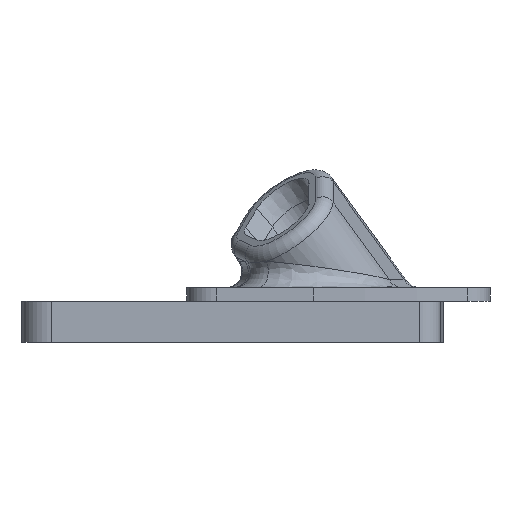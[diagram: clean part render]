
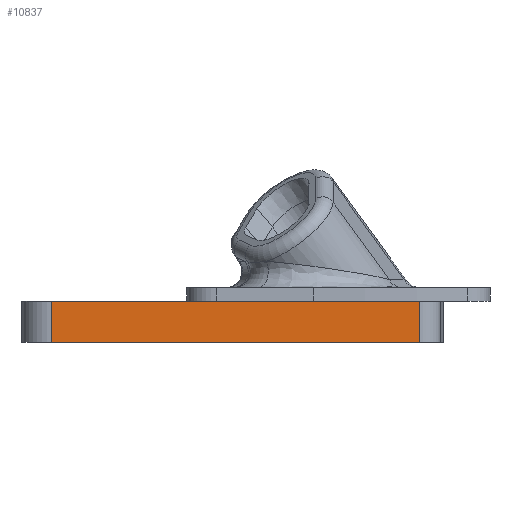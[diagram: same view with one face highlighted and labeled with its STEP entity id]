
A CAD part, left-side view. The second image highlights one B-rep face of the part: STEP entity #10837.
In plain terms, the highlighted planar face has unit normal (-1, 0, 0).
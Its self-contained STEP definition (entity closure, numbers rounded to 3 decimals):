
#5252 = PLANE('',#5253);
#5253 = AXIS2_PLACEMENT_3D('',#5254,#5255,#5256);
#5254 = CARTESIAN_POINT('',(0.,0.,-1.6));
#5255 = DIRECTION('',(0.,0.,1.));
#5256 = DIRECTION('',(1.,0.,0.));
#5715 = VERTEX_POINT('',#5716);
#5716 = CARTESIAN_POINT('',(-72.8,18.4,-1.6));
#5730 = PLANE('',#5731);
#5731 = AXIS2_PLACEMENT_3D('',#5732,#5733,#5734);
#5732 = CARTESIAN_POINT('',(0.,12.8,-1.6));
#5733 = DIRECTION('',(0.,0.,-1.));
#5734 = DIRECTION('',(-1.,0.,0.));
#8885 = EDGE_CURVE('',#5715,#8886,#8888,.T.);
#8886 = VERTEX_POINT('',#8887);
#8887 = CARTESIAN_POINT('',(-72.8,-9.8,-1.6));
#8888 = SURFACE_CURVE('',#8889,(#8893,#8900),.PCURVE_S1.);
#8889 = LINE('',#8890,#8891);
#8890 = CARTESIAN_POINT('',(-72.8,-4.9,-1.6));
#8891 = VECTOR('',#8892,1.);
#8892 = DIRECTION('',(0.,-1.,0.));
#8893 = PCURVE('',#5252,#8894);
#8894 = DEFINITIONAL_REPRESENTATION('',(#8895),#8899);
#8895 = LINE('',#8896,#8897);
#8896 = CARTESIAN_POINT('',(-72.8,-4.9));
#8897 = VECTOR('',#8898,1.);
#8898 = DIRECTION('',(0.,-1.));
#8899 = ( GEOMETRIC_REPRESENTATION_CONTEXT(2) 
PARAMETRIC_REPRESENTATION_CONTEXT() REPRESENTATION_CONTEXT('2D SPACE',''
  ) );
#8900 = PCURVE('',#8901,#8906);
#8901 = PLANE('',#8902);
#8902 = AXIS2_PLACEMENT_3D('',#8903,#8904,#8905);
#8903 = CARTESIAN_POINT('',(-72.8,-9.8,-1.6));
#8904 = DIRECTION('',(-1.,0.,0.));
#8905 = DIRECTION('',(0.,1.,0.));
#8906 = DEFINITIONAL_REPRESENTATION('',(#8907),#8911);
#8907 = LINE('',#8908,#8909);
#8908 = CARTESIAN_POINT('',(4.9,0.));
#8909 = VECTOR('',#8910,1.);
#8910 = DIRECTION('',(-1.,0.));
#8911 = ( GEOMETRIC_REPRESENTATION_CONTEXT(2) 
PARAMETRIC_REPRESENTATION_CONTEXT() REPRESENTATION_CONTEXT('2D SPACE',''
  ) );
#8930 = CYLINDRICAL_SURFACE('',#8931,2.6);
#8931 = AXIS2_PLACEMENT_3D('',#8932,#8933,#8934);
#8932 = CARTESIAN_POINT('',(-70.2,-9.8,-1.6));
#8933 = DIRECTION('',(0.,0.,-1.));
#8934 = DIRECTION('',(0.,-1.,0.));
#9456 = VERTEX_POINT('',#9457);
#9457 = CARTESIAN_POINT('',(-72.8,34.8,-1.6));
#9472 = CYLINDRICAL_SURFACE('',#9473,3.6);
#9473 = AXIS2_PLACEMENT_3D('',#9474,#9475,#9476);
#9474 = CARTESIAN_POINT('',(-69.2,34.8,-1.6));
#9475 = DIRECTION('',(0.,0.,-1.));
#9476 = DIRECTION('',(-1.,0.,0.));
#9484 = EDGE_CURVE('',#5715,#9456,#9485,.T.);
#9485 = SURFACE_CURVE('',#9486,(#9490,#9497),.PCURVE_S1.);
#9486 = LINE('',#9487,#9488);
#9487 = CARTESIAN_POINT('',(-72.8,-9.8,-1.6));
#9488 = VECTOR('',#9489,1.);
#9489 = DIRECTION('',(0.,1.,0.));
#9490 = PCURVE('',#5730,#9491);
#9491 = DEFINITIONAL_REPRESENTATION('',(#9492),#9496);
#9492 = LINE('',#9493,#9494);
#9493 = CARTESIAN_POINT('',(72.8,-22.6));
#9494 = VECTOR('',#9495,1.);
#9495 = DIRECTION('',(0.,1.));
#9496 = ( GEOMETRIC_REPRESENTATION_CONTEXT(2) 
PARAMETRIC_REPRESENTATION_CONTEXT() REPRESENTATION_CONTEXT('2D SPACE',''
  ) );
#9497 = PCURVE('',#8901,#9498);
#9498 = DEFINITIONAL_REPRESENTATION('',(#9499),#9503);
#9499 = LINE('',#9500,#9501);
#9500 = CARTESIAN_POINT('',(0.,0.));
#9501 = VECTOR('',#9502,1.);
#9502 = DIRECTION('',(1.,0.));
#9503 = ( GEOMETRIC_REPRESENTATION_CONTEXT(2) 
PARAMETRIC_REPRESENTATION_CONTEXT() REPRESENTATION_CONTEXT('2D SPACE',''
  ) );
#10837 = ADVANCED_FACE('',(#10838),#8901,.T.);
#10838 = FACE_BOUND('',#10839,.T.);
#10839 = EDGE_LOOP('',(#10840,#10841,#10842,#10865,#10893));
#10840 = ORIENTED_EDGE('',*,*,#8885,.F.);
#10841 = ORIENTED_EDGE('',*,*,#9484,.T.);
#10842 = ORIENTED_EDGE('',*,*,#10843,.T.);
#10843 = EDGE_CURVE('',#9456,#10844,#10846,.T.);
#10844 = VERTEX_POINT('',#10845);
#10845 = CARTESIAN_POINT('',(-72.8,34.8,-6.6));
#10846 = SURFACE_CURVE('',#10847,(#10851,#10858),.PCURVE_S1.);
#10847 = LINE('',#10848,#10849);
#10848 = CARTESIAN_POINT('',(-72.8,34.8,-1.6));
#10849 = VECTOR('',#10850,1.);
#10850 = DIRECTION('',(0.,0.,-1.));
#10851 = PCURVE('',#8901,#10852);
#10852 = DEFINITIONAL_REPRESENTATION('',(#10853),#10857);
#10853 = LINE('',#10854,#10855);
#10854 = CARTESIAN_POINT('',(44.6,0.));
#10855 = VECTOR('',#10856,1.);
#10856 = DIRECTION('',(0.,1.));
#10857 = ( GEOMETRIC_REPRESENTATION_CONTEXT(2) 
PARAMETRIC_REPRESENTATION_CONTEXT() REPRESENTATION_CONTEXT('2D SPACE',''
  ) );
#10858 = PCURVE('',#9472,#10859);
#10859 = DEFINITIONAL_REPRESENTATION('',(#10860),#10864);
#10860 = LINE('',#10861,#10862);
#10861 = CARTESIAN_POINT('',(0.,0.));
#10862 = VECTOR('',#10863,1.);
#10863 = DIRECTION('',(0.,1.));
#10864 = ( GEOMETRIC_REPRESENTATION_CONTEXT(2) 
PARAMETRIC_REPRESENTATION_CONTEXT() REPRESENTATION_CONTEXT('2D SPACE',''
  ) );
#10865 = ORIENTED_EDGE('',*,*,#10866,.F.);
#10866 = EDGE_CURVE('',#10867,#10844,#10869,.T.);
#10867 = VERTEX_POINT('',#10868);
#10868 = CARTESIAN_POINT('',(-72.8,-9.8,-6.6));
#10869 = SURFACE_CURVE('',#10870,(#10874,#10881),.PCURVE_S1.);
#10870 = LINE('',#10871,#10872);
#10871 = CARTESIAN_POINT('',(-72.8,-9.8,-6.6));
#10872 = VECTOR('',#10873,1.);
#10873 = DIRECTION('',(0.,1.,0.));
#10874 = PCURVE('',#8901,#10875);
#10875 = DEFINITIONAL_REPRESENTATION('',(#10876),#10880);
#10876 = LINE('',#10877,#10878);
#10877 = CARTESIAN_POINT('',(0.,5.));
#10878 = VECTOR('',#10879,1.);
#10879 = DIRECTION('',(1.,0.));
#10880 = ( GEOMETRIC_REPRESENTATION_CONTEXT(2) 
PARAMETRIC_REPRESENTATION_CONTEXT() REPRESENTATION_CONTEXT('2D SPACE',''
  ) );
#10881 = PCURVE('',#10882,#10887);
#10882 = PLANE('',#10883);
#10883 = AXIS2_PLACEMENT_3D('',#10884,#10885,#10886);
#10884 = CARTESIAN_POINT('',(0.,12.8,-6.6));
#10885 = DIRECTION('',(0.,0.,-1.));
#10886 = DIRECTION('',(-1.,0.,0.));
#10887 = DEFINITIONAL_REPRESENTATION('',(#10888),#10892);
#10888 = LINE('',#10889,#10890);
#10889 = CARTESIAN_POINT('',(72.8,-22.6));
#10890 = VECTOR('',#10891,1.);
#10891 = DIRECTION('',(0.,1.));
#10892 = ( GEOMETRIC_REPRESENTATION_CONTEXT(2) 
PARAMETRIC_REPRESENTATION_CONTEXT() REPRESENTATION_CONTEXT('2D SPACE',''
  ) );
#10893 = ORIENTED_EDGE('',*,*,#10894,.F.);
#10894 = EDGE_CURVE('',#8886,#10867,#10895,.T.);
#10895 = SURFACE_CURVE('',#10896,(#10900,#10907),.PCURVE_S1.);
#10896 = LINE('',#10897,#10898);
#10897 = CARTESIAN_POINT('',(-72.8,-9.8,-1.6));
#10898 = VECTOR('',#10899,1.);
#10899 = DIRECTION('',(0.,0.,-1.));
#10900 = PCURVE('',#8901,#10901);
#10901 = DEFINITIONAL_REPRESENTATION('',(#10902),#10906);
#10902 = LINE('',#10903,#10904);
#10903 = CARTESIAN_POINT('',(0.,0.));
#10904 = VECTOR('',#10905,1.);
#10905 = DIRECTION('',(0.,1.));
#10906 = ( GEOMETRIC_REPRESENTATION_CONTEXT(2) 
PARAMETRIC_REPRESENTATION_CONTEXT() REPRESENTATION_CONTEXT('2D SPACE',''
  ) );
#10907 = PCURVE('',#8930,#10908);
#10908 = DEFINITIONAL_REPRESENTATION('',(#10909),#10913);
#10909 = LINE('',#10910,#10911);
#10910 = CARTESIAN_POINT('',(1.571,0.));
#10911 = VECTOR('',#10912,1.);
#10912 = DIRECTION('',(0.,1.));
#10913 = ( GEOMETRIC_REPRESENTATION_CONTEXT(2) 
PARAMETRIC_REPRESENTATION_CONTEXT() REPRESENTATION_CONTEXT('2D SPACE',''
  ) );
